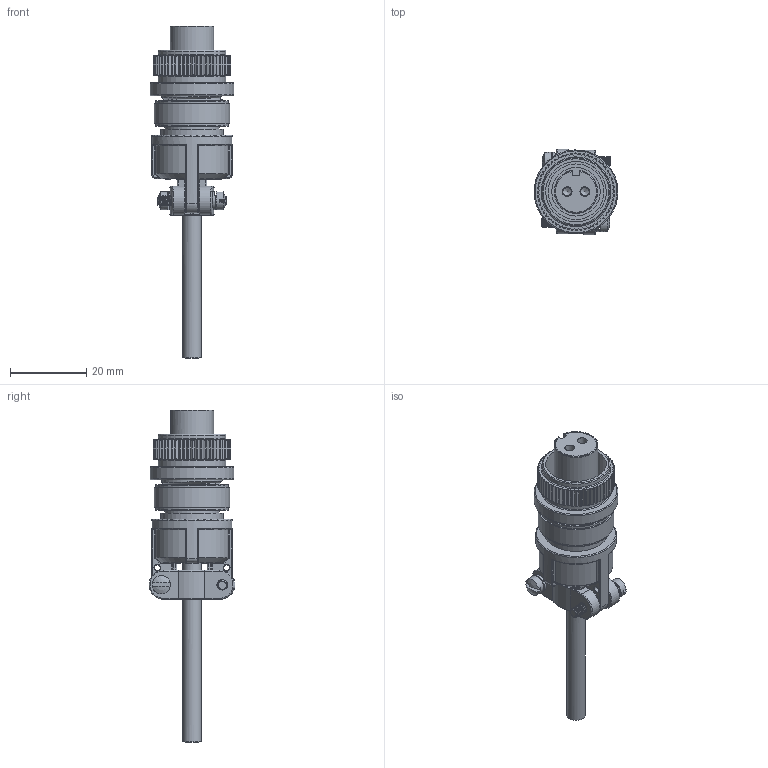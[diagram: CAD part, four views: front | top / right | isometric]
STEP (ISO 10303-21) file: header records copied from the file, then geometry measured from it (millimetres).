
FILE_DESCRIPTION(/* description */ (''),/* implementation_level */ '2;1');
FILE_NAME(/* name */ 'D2J.stp',/* time_stamp */ '2017-05-03T16:54:58-04:00',/* author */ ('aneininger'),/* organization */ (''),/* preprocessor_version */ 'ST-DEVELOPER v16.5',/* originating_system */ 'Autodesk Inventor 2017',/* authorisation */ '');
FILE_SCHEMA (('AUTOMOTIVE_DESIGN { 1 0 10303 214 3 1 1 }'));
Products named in the file (1): D2J
Bounding box: 21.95 x 22.48 x 87.03 mm (x, y, z)
Volume: 11795.3 mm3; surface area: 8762.6 mm2
Topology: 1 solids, 1 shells, 1115 faces, 2851 edges, 1776 vertices
Faces by surface type: plane 415, cylinder 324, torus 195, bspline 124, sphere 34, cone 23
Full cylindrical faces by diameter (mm): 0.127 x19, 0.203 x38, 1.524 x2, 2.134 x2, 2.235 x2, 2.54 x4, 3.175 x4, 3.251 x1, 3.581 x1, 4.762 x2, 4.826 x1, 8.89 x1, 12.649 x1, 14.097 x1, 14.224 x1, 14.287 x1, 14.605 x1, 15.875 x1, 16.298 x1, 16.51 x1, 17.78 x2, 19.05 x2, 19.916 x1, 21.209 x1, 21.971 x1
Entity records: 46163 total; most frequent: CARTESIAN_POINT 19497, ORIENTED_EDGE 5344, DIRECTION 5055, EDGE_CURVE 2664, AXIS2_PLACEMENT_3D 1954, VERTEX_POINT 1752, EDGE_LOOP 1350, LINE 1147
